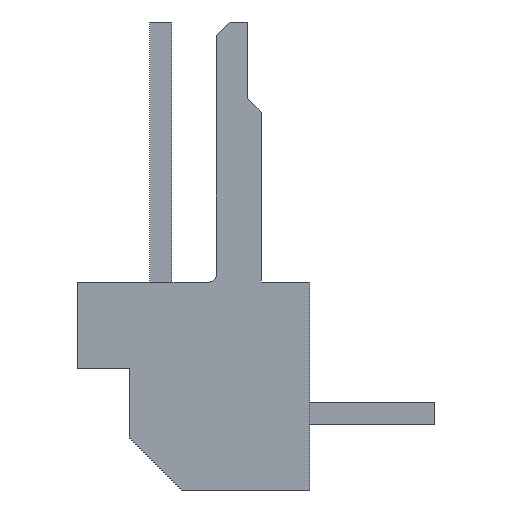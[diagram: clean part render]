
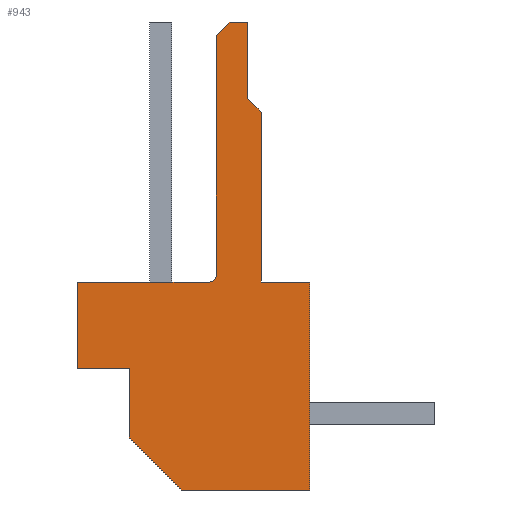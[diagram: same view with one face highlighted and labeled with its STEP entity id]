
A CAD part, left-side view. The second image highlights one B-rep face of the part: STEP entity #943.
In plain terms, the highlighted planar face has unit normal (-1, 0, 0).
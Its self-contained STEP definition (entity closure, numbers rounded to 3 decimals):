
#2=DIRECTION('',(0.,0.,-1.));
#3=VECTOR('',#2,2.2);
#4=CARTESIAN_POINT('',(-2.5,1.8,7.5));
#5=LINE('',#4,#3);
#6=DIRECTION('',(0.,-0.707,-0.707));
#7=VECTOR('',#6,0.566);
#8=CARTESIAN_POINT('',(-2.5,1.8,5.3));
#9=LINE('',#8,#7);
#10=DIRECTION('',(0.,0.,-1.));
#11=VECTOR('',#10,4.9);
#12=CARTESIAN_POINT('',(-2.5,1.4,4.9));
#13=LINE('',#12,#11);
#14=DIRECTION('',(0.,1.,0.));
#15=VECTOR('',#14,1.4);
#16=CARTESIAN_POINT('',(-2.5,0.,0.));
#17=LINE('',#16,#15);
#18=DIRECTION('',(0.,0.,1.));
#19=VECTOR('',#18,6.);
#20=CARTESIAN_POINT('',(-2.5,0.,-6.));
#21=LINE('',#20,#19);
#22=DIRECTION('',(0.,-1.,0.));
#23=VECTOR('',#22,3.7);
#24=CARTESIAN_POINT('',(-2.5,3.7,-6.));
#25=LINE('',#24,#23);
#26=DIRECTION('',(0.,-0.707,-0.707));
#27=VECTOR('',#26,2.121);
#28=CARTESIAN_POINT('',(-2.5,5.2,-4.5));
#29=LINE('',#28,#27);
#30=DIRECTION('',(0.,0.,-1.));
#31=VECTOR('',#30,2.);
#32=CARTESIAN_POINT('',(-2.5,5.2,-2.5));
#33=LINE('',#32,#31);
#34=DIRECTION('',(0.,1.,0.));
#35=VECTOR('',#34,1.5);
#36=CARTESIAN_POINT('',(-2.5,5.2,-2.5));
#37=LINE('',#36,#35);
#38=DIRECTION('',(0.,0.,1.));
#39=VECTOR('',#38,2.5);
#40=CARTESIAN_POINT('',(-2.5,6.7,-2.5));
#41=LINE('',#40,#39);
#42=DIRECTION('',(0.,-1.,0.));
#43=VECTOR('',#42,3.8);
#44=CARTESIAN_POINT('',(-2.5,6.7,0.));
#45=LINE('',#44,#43);
#46=CARTESIAN_POINT('',(-2.5,2.9,0.2));
#47=DIRECTION('',(-1.,0.,0.));
#48=DIRECTION('',(0.,0.,-1.));
#49=AXIS2_PLACEMENT_3D('',#46,#47,#48);
#51=DIRECTION('',(0.,0.,1.));
#52=VECTOR('',#51,6.9);
#53=CARTESIAN_POINT('',(-2.5,2.7,0.2));
#54=LINE('',#53,#52);
#55=DIRECTION('',(0.,-0.707,0.707));
#56=VECTOR('',#55,0.566);
#57=CARTESIAN_POINT('',(-2.5,2.7,7.1));
#58=LINE('',#57,#56);
#59=DIRECTION('',(0.,-1.,0.));
#60=VECTOR('',#59,0.5);
#61=CARTESIAN_POINT('',(-2.5,2.3,7.5));
#62=LINE('',#61,#60);
#686=CARTESIAN_POINT('',(-2.5,6.7,0.));
#687=CARTESIAN_POINT('',(-2.5,2.9,0.));
#688=VERTEX_POINT('',#686);
#689=VERTEX_POINT('',#687);
#690=CARTESIAN_POINT('',(-2.5,2.7,0.2));
#691=CARTESIAN_POINT('',(-2.5,2.7,7.1));
#692=VERTEX_POINT('',#690);
#693=VERTEX_POINT('',#691);
#694=CARTESIAN_POINT('',(-2.5,2.3,7.5));
#695=CARTESIAN_POINT('',(-2.5,1.8,7.5));
#696=VERTEX_POINT('',#694);
#697=VERTEX_POINT('',#695);
#698=CARTESIAN_POINT('',(-2.5,6.7,-2.5));
#699=VERTEX_POINT('',#698);
#728=CARTESIAN_POINT('',(-2.5,5.2,-4.5));
#729=CARTESIAN_POINT('',(-2.5,3.7,-6.));
#730=VERTEX_POINT('',#728);
#731=VERTEX_POINT('',#729);
#732=CARTESIAN_POINT('',(-2.5,0.,-6.));
#733=VERTEX_POINT('',#732);
#734=CARTESIAN_POINT('',(-2.5,0.,0.));
#735=VERTEX_POINT('',#734);
#740=CARTESIAN_POINT('',(-2.5,5.2,-2.5));
#741=VERTEX_POINT('',#740);
#858=CARTESIAN_POINT('',(-2.5,1.4,4.9));
#860=VERTEX_POINT('',#858);
#862=CARTESIAN_POINT('',(-2.5,1.8,5.3));
#864=VERTEX_POINT('',#862);
#880=CARTESIAN_POINT('',(-2.5,1.4,0.));
#881=VERTEX_POINT('',#880);
#906=CARTESIAN_POINT('',(-2.5,0.,0.));
#907=DIRECTION('',(1.,0.,0.));
#908=DIRECTION('',(0.,0.,-1.));
#909=AXIS2_PLACEMENT_3D('',#906,#907,#908);
#910=PLANE('',#909);
#912=ORIENTED_EDGE('',*,*,#911,.T.);
#914=ORIENTED_EDGE('',*,*,#913,.T.);
#916=ORIENTED_EDGE('',*,*,#915,.T.);
#918=ORIENTED_EDGE('',*,*,#917,.F.);
#920=ORIENTED_EDGE('',*,*,#919,.F.);
#922=ORIENTED_EDGE('',*,*,#921,.F.);
#924=ORIENTED_EDGE('',*,*,#923,.F.);
#926=ORIENTED_EDGE('',*,*,#925,.F.);
#928=ORIENTED_EDGE('',*,*,#927,.T.);
#930=ORIENTED_EDGE('',*,*,#929,.T.);
#932=ORIENTED_EDGE('',*,*,#931,.T.);
#934=ORIENTED_EDGE('',*,*,#933,.T.);
#936=ORIENTED_EDGE('',*,*,#935,.T.);
#938=ORIENTED_EDGE('',*,*,#937,.T.);
#940=ORIENTED_EDGE('',*,*,#939,.T.);
#941=EDGE_LOOP('',(#912,#914,#916,#918,#920,#922,#924,#926,#928,#930,#932,#934,
#936,#938,#940));
#942=FACE_OUTER_BOUND('',#941,.F.);
#50=CIRCLE('',#49,0.2);
#911=EDGE_CURVE('',#697,#864,#5,.T.);
#913=EDGE_CURVE('',#864,#860,#9,.T.);
#915=EDGE_CURVE('',#860,#881,#13,.T.);
#917=EDGE_CURVE('',#735,#881,#17,.T.);
#919=EDGE_CURVE('',#733,#735,#21,.T.);
#921=EDGE_CURVE('',#731,#733,#25,.T.);
#923=EDGE_CURVE('',#730,#731,#29,.T.);
#925=EDGE_CURVE('',#741,#730,#33,.T.);
#927=EDGE_CURVE('',#741,#699,#37,.T.);
#929=EDGE_CURVE('',#699,#688,#41,.T.);
#931=EDGE_CURVE('',#688,#689,#45,.T.);
#933=EDGE_CURVE('',#689,#692,#50,.T.);
#935=EDGE_CURVE('',#692,#693,#54,.T.);
#937=EDGE_CURVE('',#693,#696,#58,.T.);
#939=EDGE_CURVE('',#696,#697,#62,.T.);
#943=ADVANCED_FACE('',(#942),#910,.F.);
